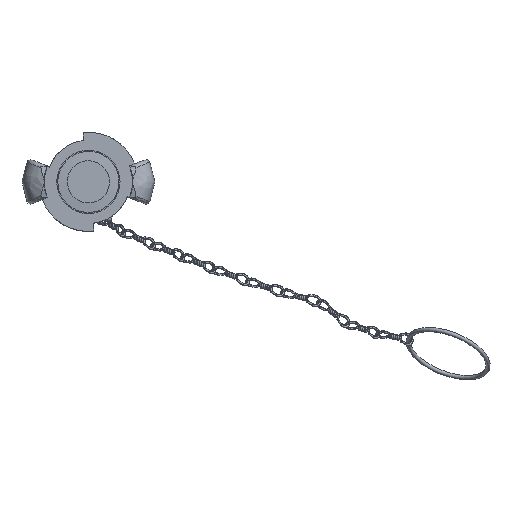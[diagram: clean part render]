
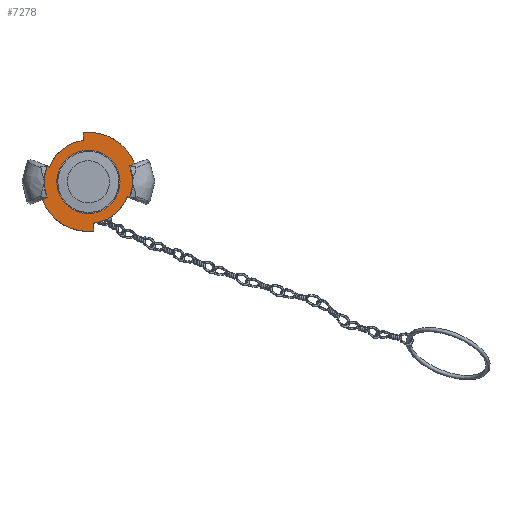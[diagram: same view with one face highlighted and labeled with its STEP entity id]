
A CAD part, top view. The second image highlights one B-rep face of the part: STEP entity #7278.
In plain terms, the highlighted planar face has unit normal (0, 0, 1).
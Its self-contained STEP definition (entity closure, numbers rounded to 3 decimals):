
#989=FACE_BOUND('',#1452,.T.);
#1023=PLANE('',#7717);
#1071=FACE_OUTER_BOUND('',#1451,.T.);
#1451=EDGE_LOOP('',(#4650,#4651,#4652,#4653,#4654,#4655,#4656,#4657,#4658,
#4659,#4660,#4661));
#1452=EDGE_LOOP('',(#4662,#4663));
#1839=LINE('',#10503,#1994);
#1844=LINE('',#10620,#1999);
#1857=LINE('',#10894,#2012);
#1863=LINE('',#10992,#2018);
#1864=LINE('',#10994,#2019);
#1865=LINE('',#10998,#2020);
#1994=VECTOR('',#8481,10.);
#1999=VECTOR('',#8488,10.);
#2012=VECTOR('',#8529,10.);
#2018=VECTOR('',#8553,10.);
#2019=VECTOR('',#8554,10.);
#2020=VECTOR('',#8559,10.);
#2156=CIRCLE('',#7687,15.);
#2157=CIRCLE('',#7688,15.);
#2162=CIRCLE('',#7707,23.5);
#2165=CIRCLE('',#7713,23.5);
#2168=CIRCLE('',#7718,19.75);
#2169=CIRCLE('',#7719,25.5);
#2170=CIRCLE('',#7720,19.75);
#2171=CIRCLE('',#7721,25.5);
#2546=VERTEX_POINT('',#10160);
#2547=VERTEX_POINT('',#10161);
#2566=VERTEX_POINT('',#10500);
#2567=VERTEX_POINT('',#10502);
#2575=VERTEX_POINT('',#10617);
#2576=VERTEX_POINT('',#10619);
#2588=VERTEX_POINT('',#10841);
#2589=VERTEX_POINT('',#10842);
#2596=VERTEX_POINT('',#10892);
#2598=VERTEX_POINT('',#10917);
#2599=VERTEX_POINT('',#10918);
#2607=VERTEX_POINT('',#10990);
#2608=VERTEX_POINT('',#10993);
#2609=VERTEX_POINT('',#10996);
#3332=EDGE_CURVE('',#2546,#2547,#2156,.T.);
#3333=EDGE_CURVE('',#2547,#2546,#2157,.T.);
#3360=EDGE_CURVE('',#2566,#2567,#1839,.T.);
#3370=EDGE_CURVE('',#2575,#2576,#1844,.T.);
#3394=EDGE_CURVE('',#2588,#2589,#2162,.T.);
#3403=EDGE_CURVE('',#2589,#2596,#1857,.T.);
#3406=EDGE_CURVE('',#2598,#2599,#2165,.T.);
#3416=EDGE_CURVE('',#2596,#2567,#2168,.T.);
#3417=EDGE_CURVE('',#2607,#2566,#2169,.T.);
#3418=EDGE_CURVE('',#2607,#2598,#1863,.T.);
#3419=EDGE_CURVE('',#2608,#2599,#1864,.T.);
#3420=EDGE_CURVE('',#2608,#2576,#2170,.T.);
#3421=EDGE_CURVE('',#2609,#2575,#2171,.T.);
#3422=EDGE_CURVE('',#2588,#2609,#1865,.T.);
#4650=ORIENTED_EDGE('',*,*,#3394,.T.);
#4651=ORIENTED_EDGE('',*,*,#3403,.T.);
#4652=ORIENTED_EDGE('',*,*,#3416,.T.);
#4653=ORIENTED_EDGE('',*,*,#3360,.F.);
#4654=ORIENTED_EDGE('',*,*,#3417,.F.);
#4655=ORIENTED_EDGE('',*,*,#3418,.T.);
#4656=ORIENTED_EDGE('',*,*,#3406,.T.);
#4657=ORIENTED_EDGE('',*,*,#3419,.F.);
#4658=ORIENTED_EDGE('',*,*,#3420,.T.);
#4659=ORIENTED_EDGE('',*,*,#3370,.F.);
#4660=ORIENTED_EDGE('',*,*,#3421,.F.);
#4661=ORIENTED_EDGE('',*,*,#3422,.F.);
#4662=ORIENTED_EDGE('',*,*,#3332,.T.);
#4663=ORIENTED_EDGE('',*,*,#3333,.T.);
#7278=ADVANCED_FACE('',(#1071,#989),#1023,.F.);
#7687=AXIS2_PLACEMENT_3D('',#10162,#8457,#8458);
#7688=AXIS2_PLACEMENT_3D('',#10163,#8459,#8460);
#7707=AXIS2_PLACEMENT_3D('',#10843,#8517,#8518);
#7713=AXIS2_PLACEMENT_3D('',#10919,#8535,#8536);
#7717=AXIS2_PLACEMENT_3D('',#10988,#8547,#8548);
#7718=AXIS2_PLACEMENT_3D('',#10989,#8549,#8550);
#7719=AXIS2_PLACEMENT_3D('',#10991,#8551,#8552);
#7720=AXIS2_PLACEMENT_3D('',#10995,#8555,#8556);
#7721=AXIS2_PLACEMENT_3D('',#10997,#8557,#8558);
#8457=DIRECTION('center_axis',(0.,0.,-1.));
#8458=DIRECTION('ref_axis',(1.,0.,0.));
#8459=DIRECTION('center_axis',(0.,0.,-1.));
#8460=DIRECTION('ref_axis',(1.,0.,0.));
#8481=DIRECTION('',(-0.927,0.375,0.));
#8488=DIRECTION('',(0.927,-0.375,0.));
#8517=DIRECTION('center_axis',(0.,0.,1.));
#8518=DIRECTION('ref_axis',(0.106,0.994,0.));
#8529=DIRECTION('',(0.,1.,0.));
#8535=DIRECTION('center_axis',(0.,0.,1.));
#8536=DIRECTION('ref_axis',(-0.657,-0.753,0.));
#8547=DIRECTION('center_axis',(0.,0.,-1.));
#8548=DIRECTION('ref_axis',(-1.,0.,0.));
#8549=DIRECTION('center_axis',(0.,0.,1.));
#8550=DIRECTION('ref_axis',(0.582,0.813,0.));
#8551=DIRECTION('center_axis',(0.,0.,-1.));
#8552=DIRECTION('ref_axis',(-1.,0.,0.));
#8553=DIRECTION('',(-0.927,-0.375,0.));
#8554=DIRECTION('',(0.,1.,0.));
#8555=DIRECTION('center_axis',(0.,0.,1.));
#8556=DIRECTION('ref_axis',(0.582,-0.813,0.));
#8557=DIRECTION('center_axis',(0.,0.,-1.));
#8558=DIRECTION('ref_axis',(-1.,0.,0.));
#8559=DIRECTION('',(-0.927,-0.375,0.));
#10160=CARTESIAN_POINT('',(15.,0.,0.));
#10161=CARTESIAN_POINT('',(-15.,0.,0.));
#10162=CARTESIAN_POINT('Origin',(0.,0.,0.));
#10163=CARTESIAN_POINT('Origin',(0.,0.,0.));
#10500=CARTESIAN_POINT('',(23.779,-9.209,0.));
#10502=CARTESIAN_POINT('',(18.449,-7.05,0.));
#10503=CARTESIAN_POINT('',(14.175,-5.319,0.));
#10617=CARTESIAN_POINT('',(-23.779,9.209,0.));
#10619=CARTESIAN_POINT('',(-18.449,7.05,0.));
#10620=CARTESIAN_POINT('',(-14.175,5.319,0.));
#10841=CARTESIAN_POINT('',(-21.925,-8.458,0.));
#10842=CARTESIAN_POINT('',(2.5,-23.367,0.));
#10843=CARTESIAN_POINT('Origin',(0.,0.,
0.));
#10892=CARTESIAN_POINT('',(2.5,-19.591,0.));
#10894=CARTESIAN_POINT('',(2.5,0.,0.));
#10917=CARTESIAN_POINT('',(21.925,8.458,0.));
#10918=CARTESIAN_POINT('',(-2.5,23.367,0.));
#10919=CARTESIAN_POINT('Origin',(0.,0.,
0.));
#10988=CARTESIAN_POINT('Origin',(0.,0.,0.));
#10989=CARTESIAN_POINT('Origin',(0.,0.,
0.));
#10990=CARTESIAN_POINT('',(23.779,9.209,0.));
#10991=CARTESIAN_POINT('Origin',(0.,0.,0.));
#10992=CARTESIAN_POINT('',(14.175,5.319,0.));
#10993=CARTESIAN_POINT('',(-2.5,19.591,0.));
#10994=CARTESIAN_POINT('',(-2.5,0.,0.));
#10995=CARTESIAN_POINT('Origin',(0.,0.,
0.));
#10996=CARTESIAN_POINT('',(-23.779,-9.209,0.));
#10997=CARTESIAN_POINT('Origin',(0.,0.,0.));
#10998=CARTESIAN_POINT('',(-14.175,-5.319,0.));
